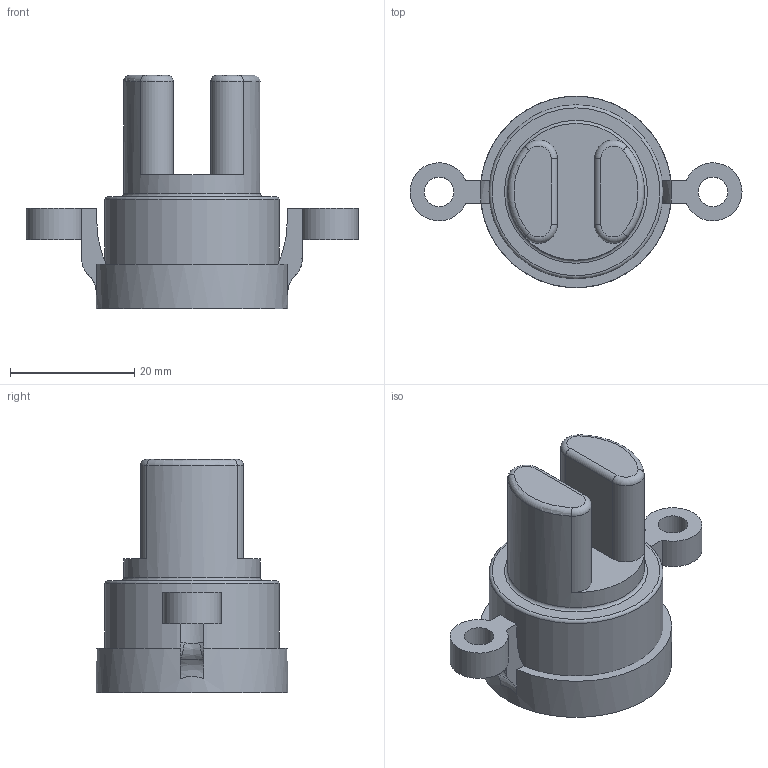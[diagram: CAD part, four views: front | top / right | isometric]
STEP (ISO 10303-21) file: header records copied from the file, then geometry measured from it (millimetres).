
FILE_DESCRIPTION(/* description */ (''),/* implementation_level */ '2;1');
FILE_NAME(/* name */ 'Turbidity Sensor v1.step',/* time_stamp */ '2023-12-17T13:41:53+02:00',/* author */ (''),/* organization */ (''),/* preprocessor_version */ 'ST-DEVELOPER v20',/* originating_system */ 'Autodesk Translation Framework v12.14.0.127',/* authorisation */ '');
FILE_SCHEMA (('AUTOMOTIVE_DESIGN { 1 0 10303 214 3 1 1 }'));
Length unit declared in the file: millimetre
Products named in the file (1): (Unsaved)
Bounding box: 53.4 x 30.8 x 37.5 mm (x, y, z)
Volume: 5787.3 mm3; surface area: 10108.4 mm2
Topology: 2 solids, 2 shells, 82 faces, 204 edges, 129 vertices
Faces by surface type: plane 33, cylinder 26, torus 13, bspline 10
Full cylindrical faces by diameter (mm): 4.75 x2, 20 x1, 22 x1, 26 x1, 27.8 x1, 28 x1, 30.8 x1
Entity records: 2898 total; most frequent: CARTESIAN_POINT 901, ORIENTED_EDGE 408, DIRECTION 408, EDGE_CURVE 204, AXIS2_PLACEMENT_3D 162, VERTEX_POINT 129, EDGE_LOOP 91, CIRCLE 89
